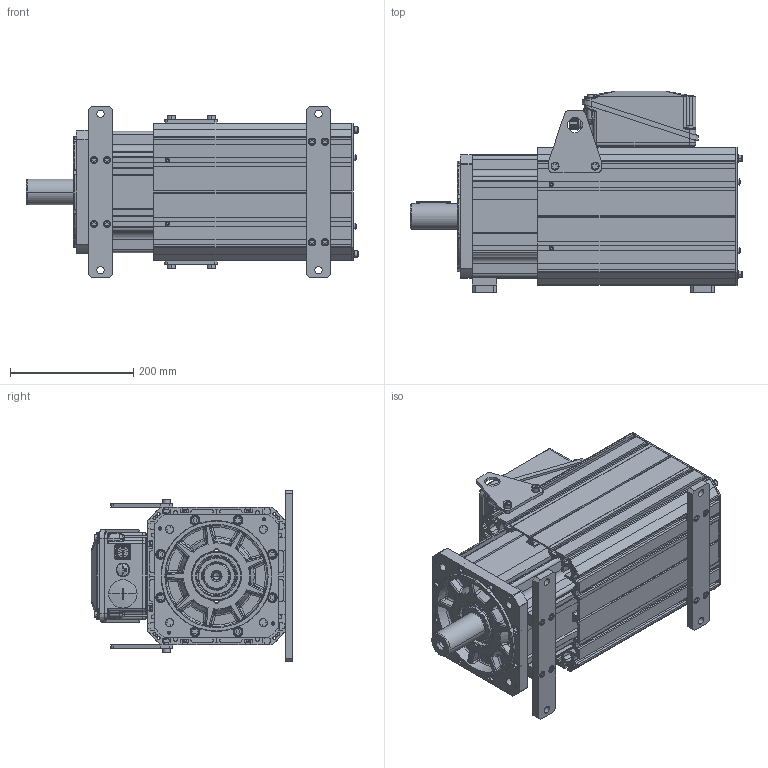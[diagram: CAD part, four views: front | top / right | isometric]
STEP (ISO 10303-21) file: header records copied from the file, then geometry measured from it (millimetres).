
FILE_DESCRIPTION((''),'2;1');
FILE_NAME('69848N-3_SW0001','2021-12-30T',('yuminjian'),(''),'PRO/ENGINEER BY PARAMETRIC TECHNOLOGY CORPORATION, 2010430','PRO/ENGINEER BY PARAMETRIC TECHNOLOGY CORPORATION, 2010430','');
FILE_SCHEMA(('CONFIG_CONTROL_DESIGN'));
Products named in the file (1): 69848N-3_SW0001
Bounding box: 539.1 x 327.51 x 278 mm (x, y, z)
Surface area: 2020145.3 mm2 (no closed solid volume)
Topology: 0 solids, 168 shells, 2212 faces, 7073 edges, 4946 vertices
Faces by surface type: plane 935, cylinder 565, bspline 344, cone 163, torus 157, sphere 48
Entity records: 151593 total; most frequent: CARTESIAN_POINT 92570, DIRECTION 11691, ORIENTED_EDGE 11202, EDGE_CURVE 7071, VERTEX_POINT 4946, AXIS2_PLACEMENT_3D 3973, VECTOR 3745, LINE 3745
